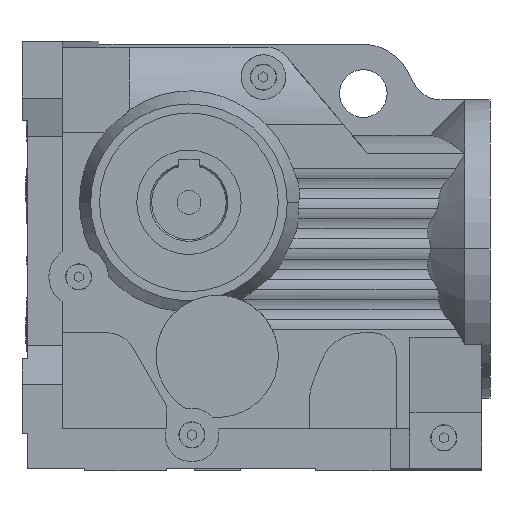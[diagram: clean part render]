
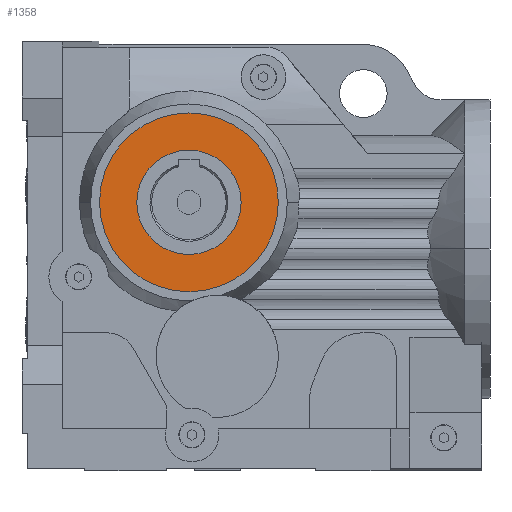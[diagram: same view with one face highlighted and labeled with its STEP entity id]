
A CAD part, front view. The second image highlights one B-rep face of the part: STEP entity #1358.
In plain terms, the highlighted planar face has unit normal (0, -1, 0).
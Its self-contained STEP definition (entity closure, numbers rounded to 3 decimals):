
#1358=ADVANCED_FACE('NONE',(#2919,#2920),#2921,.T.);
#2919=FACE_BOUND('',#4662,.T.);
#2920=FACE_OUTER_BOUND('',#4663,.T.);
#2921=PLANE('',#4664);
#4662=EDGE_LOOP('',(#8890,#8891,#8892));
#4663=EDGE_LOOP('',(#8893,#8894));
#4664=AXIS2_PLACEMENT_3D('',#8895,#8896,#8897);
#8890=ORIENTED_EDGE('',*,*,#10772,.T.);
#8891=ORIENTED_EDGE('',*,*,#10787,.T.);
#8892=ORIENTED_EDGE('',*,*,#10773,.T.);
#8893=ORIENTED_EDGE('',*,*,#10575,.F.);
#8894=ORIENTED_EDGE('',*,*,#12040,.F.);
#8895=CARTESIAN_POINT('',(0.0,-101.0,60.0));
#8896=DIRECTION('',(0.0,-1.0,0.0));
#8897=DIRECTION('',(1.0,0.0,0.0));
#10575=EDGE_CURVE('NONE',#12762,#12765,#12766,.T.);
#10772=EDGE_CURVE('',#13095,#13092,#13096,.T.);
#10773=EDGE_CURVE('',#13097,#13095,#13098,.T.);
#10787=EDGE_CURVE('',#13092,#13097,#13118,.T.);
#12040=EDGE_CURVE('NONE',#12765,#12762,#14965,.T.);
#12762=VERTEX_POINT('NONE',#16382);
#12765=VERTEX_POINT('',#16386);
#12766=CIRCLE('',#16387,60.0);
#13092=VERTEX_POINT('',#17438);
#13095=VERTEX_POINT('',#17442);
#13096=CIRCLE('',#17443,35.0);
#13097=VERTEX_POINT('',#17444);
#13098=CIRCLE('',#17445,35.0);
#13118=CIRCLE('',#17468,35.0);
#14965=CIRCLE('',#21447,60.0);
#16382=CARTESIAN_POINT('',(-60.0,-101.0,0.0));
#16386=CARTESIAN_POINT('',(60.0,-101.0,0.));
#16387=AXIS2_PLACEMENT_3D('',#22367,#22368,#22369);
#17438=CARTESIAN_POINT('',(0.,-101.0,-35.0));
#17442=CARTESIAN_POINT('',(35.0,-101.0,0.0));
#17443=AXIS2_PLACEMENT_3D('',#22559,#22560,#22561);
#17444=CARTESIAN_POINT('',(0.,-101.0,35.0));
#17445=AXIS2_PLACEMENT_3D('',#22562,#22563,#22564);
#17468=AXIS2_PLACEMENT_3D('',#22589,#22590,#22591);
#21447=AXIS2_PLACEMENT_3D('',#23770,#23771,#23772);
#22367=CARTESIAN_POINT('',(0.0,-101.0,0.0));
#22368=DIRECTION('',(0.0,1.0,0.0));
#22369=DIRECTION('',(-1.0,0.0,0.0));
#22559=CARTESIAN_POINT('',(0.0,-101.0,0.0));
#22560=DIRECTION('',(-0.0,1.0,0.0));
#22561=DIRECTION('',(1.0,0.0,0.0));
#22562=CARTESIAN_POINT('',(0.0,-101.0,0.0));
#22563=DIRECTION('',(-0.0,1.0,0.0));
#22564=DIRECTION('',(1.0,0.0,0.0));
#22589=CARTESIAN_POINT('',(0.0,-101.0,0.0));
#22590=DIRECTION('',(-0.0,1.0,0.0));
#22591=DIRECTION('',(1.0,0.0,0.0));
#23770=CARTESIAN_POINT('',(0.0,-101.0,0.0));
#23771=DIRECTION('',(0.0,1.0,0.0));
#23772=DIRECTION('',(-1.0,0.0,0.0));
